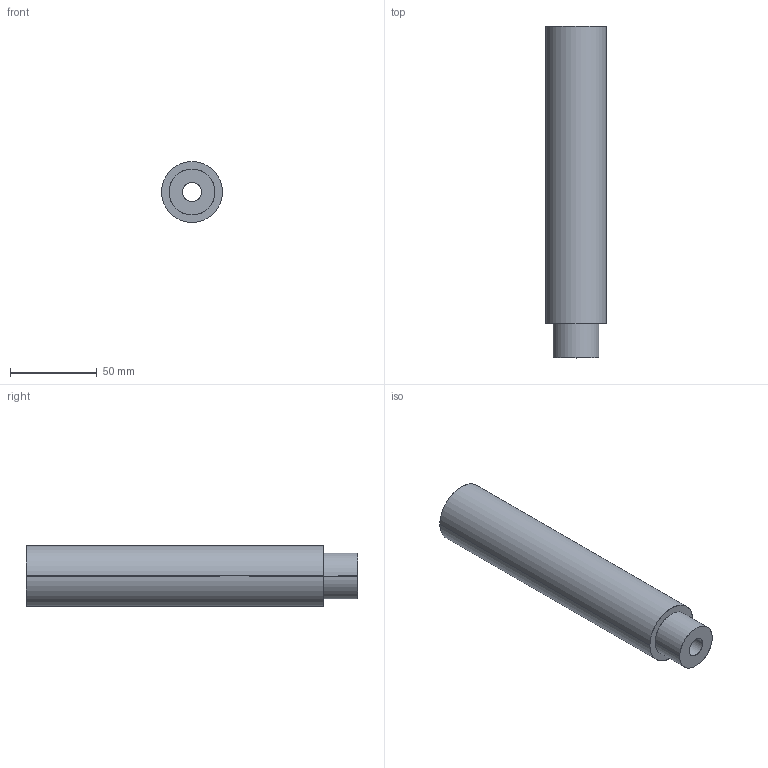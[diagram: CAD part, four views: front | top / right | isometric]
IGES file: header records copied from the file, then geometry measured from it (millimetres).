
Start section: SolidWorks IGES file using analytic representation for surfaces
Global section: file name: pallier d'agitation FS 10mm PGR V1.IGS; native system: SolidWorks 2017; preprocessor: SolidWorks 2017; author: Pierre; date: 190529.104438; units: millimetre
Bounding box: 35 x 191 x 35 mm (x, y, z)
Surface area: 34761.2 mm2 (no closed solid volume)
Topology: 0 solids, 0 shells, 15 faces, 424 edges, 424 vertices
Faces by surface type: revolution 10, bspline 5
